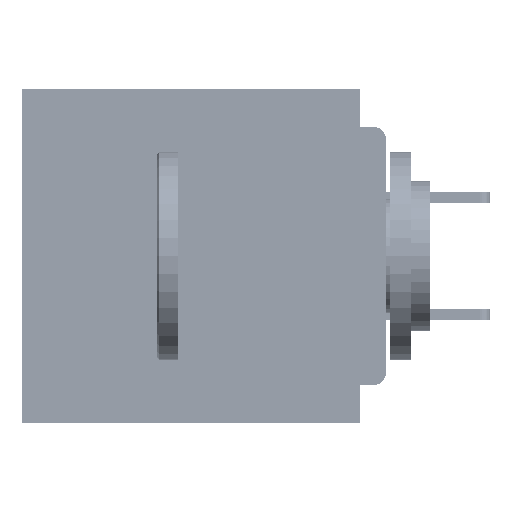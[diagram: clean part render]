
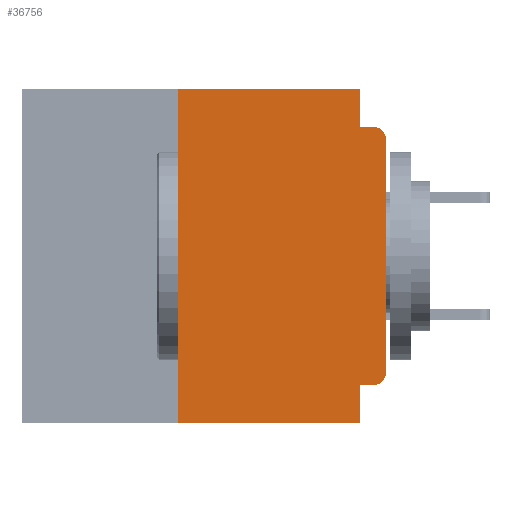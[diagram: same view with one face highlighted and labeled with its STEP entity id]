
A CAD part, left-side view. The second image highlights one B-rep face of the part: STEP entity #36756.
In plain terms, the highlighted planar face has unit normal (-1, 0, 0).
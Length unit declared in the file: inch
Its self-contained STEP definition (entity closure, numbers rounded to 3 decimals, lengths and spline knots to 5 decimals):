
#912 = DIRECTION ( 'NONE',  ( 0., 0., 1. ) ) ;
#964 = CIRCLE ( 'NONE', #61725, 0.015 ) ;
#1220 = VECTOR ( 'NONE', #34769, 39.37008 ) ;
#1249 = DIRECTION ( 'NONE',  ( -1., 0., 0. ) ) ;
#1729 = CARTESIAN_POINT ( 'NONE',  ( 0., 0.015, -0.045 ) ) ;
#2429 = PLANE ( 'NONE',  #56409 ) ;
#2462 = CARTESIAN_POINT ( 'NONE',  ( 0., 0.031, 0. ) ) ;
#3334 = ORIENTED_EDGE ( 'NONE', *, *, #44608, .F. ) ;
#4242 = LINE ( 'NONE', #65668, #31445 ) ;
#4304 = FACE_OUTER_BOUND ( 'NONE', #39300, .T. ) ;
#5003 = ORIENTED_EDGE ( 'NONE', *, *, #14355, .F. ) ;
#5553 = ORIENTED_EDGE ( 'NONE', *, *, #23416, .T. ) ;
#10373 = LINE ( 'NONE', #45651, #66300 ) ;
#11013 = CARTESIAN_POINT ( 'NONE',  ( 0., 0., -0.34 ) ) ;
#12293 = VERTEX_POINT ( 'NONE', #50776 ) ;
#14355 = EDGE_CURVE ( 'NONE', #56098, #50247, #33455, .T. ) ;
#14749 = DIRECTION ( 'NONE',  ( 0., -1., 0. ) ) ;
#15693 = VECTOR ( 'NONE', #38754, 39.37008 ) ;
#17098 = AXIS2_PLACEMENT_3D ( 'NONE', #26405, #64312, #31911 ) ;
#17769 = ORIENTED_EDGE ( 'NONE', *, *, #37185, .T. ) ;
#18670 = DIRECTION ( 'NONE',  ( 0., 0., -1. ) ) ;
#18847 = CARTESIAN_POINT ( 'NONE',  ( 0., 0.437, 0. ) ) ;
#23416 = EDGE_CURVE ( 'NONE', #65706, #59524, #62282, .T. ) ;
#24052 = DIRECTION ( 'NONE',  ( 0., 0., -1. ) ) ;
#24288 = DIRECTION ( 'NONE',  ( 0., 0., -1. ) ) ;
#25111 = EDGE_CURVE ( 'NONE', #47033, #34394, #10373, .T. ) ;
#25569 = CARTESIAN_POINT ( 'NONE',  ( 0., 0., -0.045 ) ) ;
#26405 = CARTESIAN_POINT ( 'NONE',  ( 0., 0.015, -0.34 ) ) ;
#27542 = VECTOR ( 'NONE', #58065, 39.37008 ) ;
#27785 = VECTOR ( 'NONE', #18670, 39.37008 ) ;
#29993 = VERTEX_POINT ( 'NONE', #58141 ) ;
#31445 = VECTOR ( 'NONE', #55082, 39.37008 ) ;
#31872 = LINE ( 'NONE', #67099, #1220 ) ;
#31911 = DIRECTION ( 'NONE',  ( 0., 0., -1. ) ) ;
#33455 = LINE ( 'NONE', #33518, #47854 ) ;
#33518 = CARTESIAN_POINT ( 'NONE',  ( 0., 0.25, -0.4 ) ) ;
#33842 = CARTESIAN_POINT ( 'NONE',  ( 0., 0.015, -0.06 ) ) ;
#34219 = EDGE_CURVE ( 'NONE', #34394, #62482, #65620, .T. ) ;
#34394 = VERTEX_POINT ( 'NONE', #64170 ) ;
#34769 = DIRECTION ( 'NONE',  ( 0., 1., 0. ) ) ;
#34825 = CARTESIAN_POINT ( 'NONE',  ( 0., 0.031, -0.4 ) ) ;
#35119 = EDGE_CURVE ( 'NONE', #56098, #29993, #54563, .T. ) ;
#36028 = CARTESIAN_POINT ( 'NONE',  ( 0., 0.25, -0.4 ) ) ;
#36756 = ADVANCED_FACE ( 'NONE', ( #4304 ), #2429, .F. ) ;
#37185 = EDGE_CURVE ( 'NONE', #59524, #12293, #4242, .T. ) ;
#38754 = DIRECTION ( 'NONE',  ( 0., -1., 0. ) ) ;
#39243 = DIRECTION ( 'NONE',  ( 0., 0., -1. ) ) ;
#39300 = EDGE_LOOP ( 'NONE', ( #17769, #44371, #49573, #58831, #66508, #5003, #45373, #69478, #3334, #5553 ) ) ;
#39520 = EDGE_CURVE ( 'NONE', #60683, #29993, #58318, .T. ) ;
#42329 = EDGE_CURVE ( 'NONE', #12293, #62482, #964, .T. ) ;
#43322 = CARTESIAN_POINT ( 'NONE',  ( 0., 0.015, -0.355 ) ) ;
#44371 = ORIENTED_EDGE ( 'NONE', *, *, #42329, .T. ) ;
#44608 = EDGE_CURVE ( 'NONE', #65706, #60683, #31872, .T. ) ;
#45373 = ORIENTED_EDGE ( 'NONE', *, *, #35119, .T. ) ;
#45651 = CARTESIAN_POINT ( 'NONE',  ( 0., 0.031, 0. ) ) ;
#47033 = VERTEX_POINT ( 'NONE', #2462 ) ;
#47854 = VECTOR ( 'NONE', #912, 39.37008 ) ;
#49448 = CARTESIAN_POINT ( 'NONE',  ( 0., 0.437, 0. ) ) ;
#49573 = ORIENTED_EDGE ( 'NONE', *, *, #34219, .F. ) ;
#50247 = VERTEX_POINT ( 'NONE', #56266 ) ;
#50776 = CARTESIAN_POINT ( 'NONE',  ( 0., 0., -0.06 ) ) ;
#51912 = EDGE_CURVE ( 'NONE', #50247, #47033, #60684, .T. ) ;
#52852 = VECTOR ( 'NONE', #14749, 39.37008 ) ;
#54563 = LINE ( 'NONE', #68926, #52852 ) ;
#55082 = DIRECTION ( 'NONE',  ( 0., 0., 1. ) ) ;
#56098 = VERTEX_POINT ( 'NONE', #36028 ) ;
#56266 = CARTESIAN_POINT ( 'NONE',  ( 0., 0.25, 0. ) ) ;
#56409 = AXIS2_PLACEMENT_3D ( 'NONE', #18847, #56783, #24288 ) ;
#56783 = DIRECTION ( 'NONE',  ( 1., 0., 0. ) ) ;
#58065 = DIRECTION ( 'NONE',  ( 0., -1., 0. ) ) ;
#58141 = CARTESIAN_POINT ( 'NONE',  ( 0., 0.031, -0.4 ) ) ;
#58318 = LINE ( 'NONE', #34825, #27785 ) ;
#58831 = ORIENTED_EDGE ( 'NONE', *, *, #25111, .F. ) ;
#59021 = CARTESIAN_POINT ( 'NONE',  ( 0., 0.031, -0.355 ) ) ;
#59524 = VERTEX_POINT ( 'NONE', #11013 ) ;
#60683 = VERTEX_POINT ( 'NONE', #59021 ) ;
#60684 = LINE ( 'NONE', #49448, #15693 ) ;
#61725 = AXIS2_PLACEMENT_3D ( 'NONE', #33842, #1249, #39243 ) ;
#62282 = CIRCLE ( 'NONE', #17098, 0.015 ) ;
#62482 = VERTEX_POINT ( 'NONE', #1729 ) ;
#64170 = CARTESIAN_POINT ( 'NONE',  ( 0., 0.031, -0.045 ) ) ;
#64312 = DIRECTION ( 'NONE',  ( -1., 0., 0. ) ) ;
#65620 = LINE ( 'NONE', #25569, #27542 ) ;
#65668 = CARTESIAN_POINT ( 'NONE',  ( 0., 0., 0. ) ) ;
#65706 = VERTEX_POINT ( 'NONE', #43322 ) ;
#66300 = VECTOR ( 'NONE', #24052, 39.37008 ) ;
#66508 = ORIENTED_EDGE ( 'NONE', *, *, #51912, .F. ) ;
#67099 = CARTESIAN_POINT ( 'NONE',  ( 0., 0., -0.355 ) ) ;
#68926 = CARTESIAN_POINT ( 'NONE',  ( 0., 0.437, -0.4 ) ) ;
#69478 = ORIENTED_EDGE ( 'NONE', *, *, #39520, .F. ) ;
